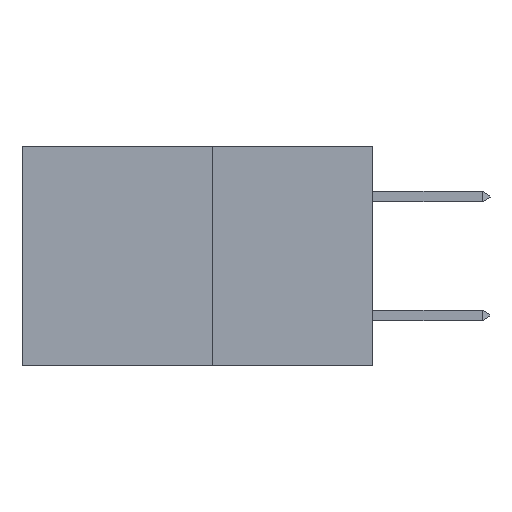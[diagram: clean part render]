
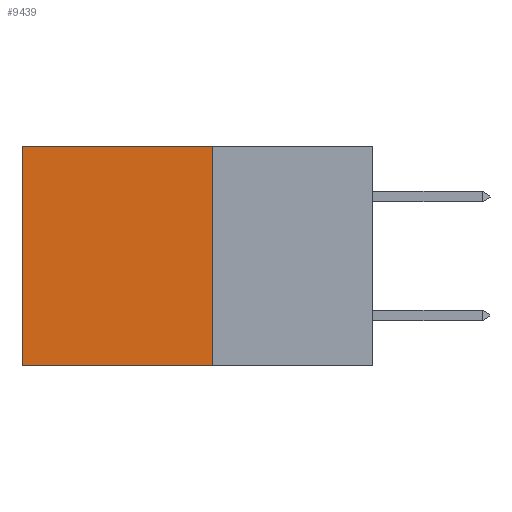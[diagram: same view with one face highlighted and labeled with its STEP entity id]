
A CAD part, left-side view. The second image highlights one B-rep face of the part: STEP entity #9439.
In plain terms, the highlighted planar face has unit normal (-1, 0, 0).
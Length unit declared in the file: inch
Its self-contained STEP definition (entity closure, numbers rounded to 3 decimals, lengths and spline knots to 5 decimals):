
#65 = VECTOR ( 'NONE', #8884, 39.37008 ) ;
#170 = DIRECTION ( 'NONE',  ( 0., 0., -1. ) ) ;
#532 = VECTOR ( 'NONE', #7238, 39.37008 ) ;
#544 = LINE ( 'NONE', #9224, #8333 ) ;
#740 = CARTESIAN_POINT ( 'NONE',  ( 0.277, 0.59, -0.37 ) ) ;
#806 = VERTEX_POINT ( 'NONE', #3571 ) ;
#900 = ORIENTED_EDGE ( 'NONE', *, *, #3002, .T. ) ;
#1152 = ORIENTED_EDGE ( 'NONE', *, *, #1931, .F. ) ;
#1240 = PLANE ( 'NONE',  #6126 ) ;
#1276 = EDGE_CURVE ( 'NONE', #4292, #806, #6778, .T. ) ;
#1931 = EDGE_CURVE ( 'NONE', #4292, #9072, #7529, .T. ) ;
#3002 = EDGE_CURVE ( 'NONE', #806, #3017, #544, .T. ) ;
#3017 = VERTEX_POINT ( 'NONE', #740 ) ;
#3240 = ORIENTED_EDGE ( 'NONE', *, *, #1276, .T. ) ;
#3272 = CARTESIAN_POINT ( 'NONE',  ( 0.277, 0.27, 0. ) ) ;
#3571 = CARTESIAN_POINT ( 'NONE',  ( 0.277, 0.59, 0. ) ) ;
#3609 = DIRECTION ( 'NONE',  ( 1., 0., 0. ) ) ;
#3636 = VECTOR ( 'NONE', #170, 39.37008 ) ;
#4141 = FACE_OUTER_BOUND ( 'NONE', #7725, .T. ) ;
#4217 = CARTESIAN_POINT ( 'NONE',  ( 0.277, 0.27, -0.37 ) ) ;
#4292 = VERTEX_POINT ( 'NONE', #3272 ) ;
#4309 = CARTESIAN_POINT ( 'NONE',  ( 0.277, 0.27, -0.37 ) ) ;
#4444 = EDGE_CURVE ( 'NONE', #9072, #3017, #8209, .T. ) ;
#5423 = CARTESIAN_POINT ( 'NONE',  ( 0.277, 0.27, 0. ) ) ;
#6126 = AXIS2_PLACEMENT_3D ( 'NONE', #8226, #3609, #8973 ) ;
#6778 = LINE ( 'NONE', #5423, #532 ) ;
#7238 = DIRECTION ( 'NONE',  ( 0., 1., 0. ) ) ;
#7529 = LINE ( 'NONE', #4217, #3636 ) ;
#7725 = EDGE_LOOP ( 'NONE', ( #900, #9116, #1152, #3240 ) ) ;
#8209 = LINE ( 'NONE', #4309, #65 ) ;
#8226 = CARTESIAN_POINT ( 'NONE',  ( 0.277, 0.27, -0.37 ) ) ;
#8333 = VECTOR ( 'NONE', #9205, 39.37008 ) ;
#8884 = DIRECTION ( 'NONE',  ( 0., 1., 0. ) ) ;
#8973 = DIRECTION ( 'NONE',  ( 0., 0., -1. ) ) ;
#9072 = VERTEX_POINT ( 'NONE', #9228 ) ;
#9116 = ORIENTED_EDGE ( 'NONE', *, *, #4444, .F. ) ;
#9205 = DIRECTION ( 'NONE',  ( 0., 0., -1. ) ) ;
#9224 = CARTESIAN_POINT ( 'NONE',  ( 0.277, 0.59, -0.37 ) ) ;
#9228 = CARTESIAN_POINT ( 'NONE',  ( 0.277, 0.27, -0.37 ) ) ;
#9439 = ADVANCED_FACE ( 'NONE', ( #4141 ), #1240, .F. ) ;
